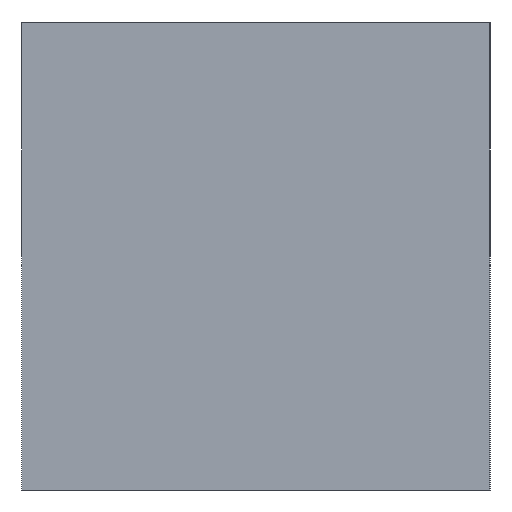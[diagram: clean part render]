
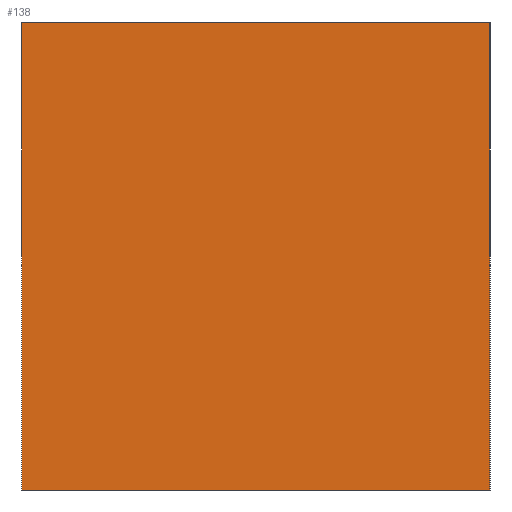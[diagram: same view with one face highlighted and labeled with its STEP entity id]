
A CAD part, left-side view. The second image highlights one B-rep face of the part: STEP entity #138.
In plain terms, the highlighted planar face has unit normal (-1, 0, 0).
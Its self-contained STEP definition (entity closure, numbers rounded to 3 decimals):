
#2 = LINE ( 'NONE', #148, #236 ) ;
#3 = PLANE ( 'NONE',  #89 ) ;
#27 = VERTEX_POINT ( 'NONE', #124 ) ;
#28 = CARTESIAN_POINT ( 'NONE',  ( 0., 0., 10. ) ) ;
#34 = EDGE_CURVE ( 'NONE', #149, #213, #129, .T. ) ;
#39 = DIRECTION ( 'NONE',  ( 0., -1., 0. ) ) ;
#54 = EDGE_CURVE ( 'NONE', #213, #56, #2, .T. ) ;
#56 = VERTEX_POINT ( 'NONE', #225 ) ;
#62 = DIRECTION ( 'NONE',  ( 0., 0., -1. ) ) ;
#65 = CARTESIAN_POINT ( 'NONE',  ( 0., 0., 10. ) ) ;
#72 = EDGE_CURVE ( 'NONE', #149, #27, #126, .T. ) ;
#75 = ORIENTED_EDGE ( 'NONE', *, *, #72, .F. ) ;
#78 = DIRECTION ( 'NONE',  ( 1., 0., 0. ) ) ;
#89 = AXIS2_PLACEMENT_3D ( 'NONE', #28, #78, #62 ) ;
#108 = ORIENTED_EDGE ( 'NONE', *, *, #34, .T. ) ;
#112 = ORIENTED_EDGE ( 'NONE', *, *, #234, .F. ) ;
#113 = CARTESIAN_POINT ( 'NONE',  ( 0., 10., 10. ) ) ;
#115 = LINE ( 'NONE', #65, #203 ) ;
#124 = CARTESIAN_POINT ( 'NONE',  ( 0., 0., 10. ) ) ;
#126 = LINE ( 'NONE', #185, #232 ) ;
#129 = LINE ( 'NONE', #113, #209 ) ;
#135 = DIRECTION ( 'NONE',  ( 0., 0., -1. ) ) ;
#138 = ADVANCED_FACE ( 'NONE', ( #228 ), #3, .F. ) ;
#148 = CARTESIAN_POINT ( 'NONE',  ( 0., 0., 0. ) ) ;
#149 = VERTEX_POINT ( 'NONE', #212 ) ;
#150 = EDGE_LOOP ( 'NONE', ( #186, #112, #75, #108 ) ) ;
#151 = DIRECTION ( 'NONE',  ( 0., -1., 0. ) ) ;
#165 = DIRECTION ( 'NONE',  ( 0., 0., -1. ) ) ;
#173 = CARTESIAN_POINT ( 'NONE',  ( 0., 10., 0. ) ) ;
#185 = CARTESIAN_POINT ( 'NONE',  ( 0., 0., 10. ) ) ;
#186 = ORIENTED_EDGE ( 'NONE', *, *, #54, .T. ) ;
#203 = VECTOR ( 'NONE', #135, 1000. ) ;
#209 = VECTOR ( 'NONE', #165, 1000. ) ;
#212 = CARTESIAN_POINT ( 'NONE',  ( 0., 10., 10. ) ) ;
#213 = VERTEX_POINT ( 'NONE', #173 ) ;
#225 = CARTESIAN_POINT ( 'NONE',  ( 0., 0., 0. ) ) ;
#228 = FACE_OUTER_BOUND ( 'NONE', #150, .T. ) ;
#232 = VECTOR ( 'NONE', #39, 1000. ) ;
#234 = EDGE_CURVE ( 'NONE', #27, #56, #115, .T. ) ;
#236 = VECTOR ( 'NONE', #151, 1000. ) ;
